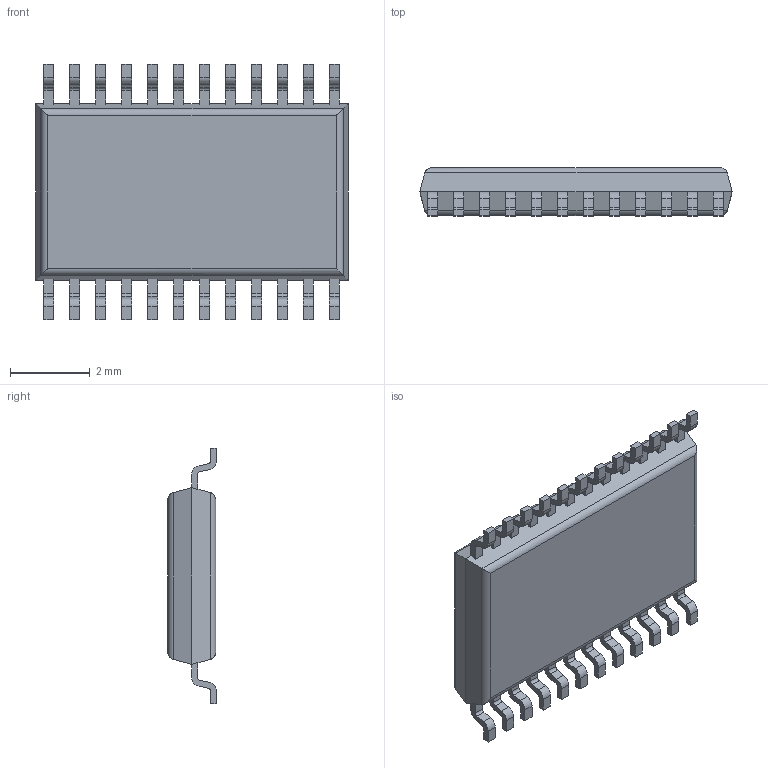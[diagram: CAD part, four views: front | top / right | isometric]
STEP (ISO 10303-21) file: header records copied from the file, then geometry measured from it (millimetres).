
FILE_DESCRIPTION( ( '' ), ' ' );
FILE_NAME( '58c15a43575aee0f7ab5b9db.step', '2017-03-09T13:37:23', ( '' ), ( '' ), ' ', ' ', ' ' );
FILE_SCHEMA( ( 'AUTOMOTIVE_DESIGN { 1 0 10303 214 1 1 1 1 }' ) );
Length unit declared in the file: metre
Products named in the file (25): 1; 2; 3; 4; 5; 6; 7; 8; 9; 10; 11; 12; 13; 14; 15; 16; 17; 18; 19; 20; 21; 22; 23; 24; 25
Bounding box: 7.82 x 1.21 x 6.4 mm (x, y, z)
Volume: 40.2 mm3; surface area: 116.7 mm2
Topology: 25 solids, 25 shells, 356 faces, 903 edges, 598 vertices
Faces by surface type: plane 251, cylinder 105
Full cylindrical faces by diameter (mm): 0.5 x1
Entity records: 13772 total; most frequent: CARTESIAN_POINT 1881, DIRECTION 1866, ORIENTED_EDGE 1804, EDGE_CURVE 902, LINE 700, VECTOR 700, VERTEX_POINT 598, AXIS2_PLACEMENT_3D 583
